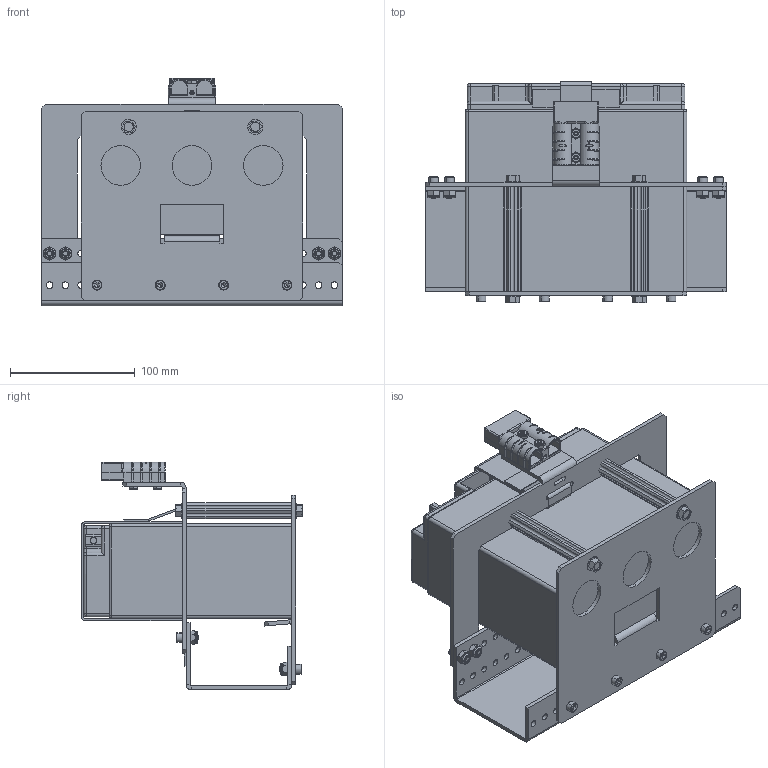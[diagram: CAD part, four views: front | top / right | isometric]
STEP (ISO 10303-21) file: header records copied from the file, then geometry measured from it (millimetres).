
FILE_DESCRIPTION (( 'STEP AP214' ), '1' );
FILE_NAME ('AM14U4 Battery Mount Assembly.step', '2019-01-04T14:21:20', ( '' ), ( '' ), 'SwSTEP 2.0', 'SolidWorks 2018', '' );
FILE_SCHEMA (( 'AUTOMOTIVE_DESIGN' ));
Length unit declared in the file: inch
Products named in the file (14): AM14U3 BR19 Battery C Plate; AM14U3 Battery Strap Clamp; 6-32 x 0750 HHCS_93075A151; 10-32 Nylock Nut; 3.375in Churro; FHTS 0.25-20-0.75_FHTS 0.25-20-G-0.75-C; AM14U3 Battery Floor Plate; Dummy Battery Strap; AM14U4 Battery Mount Assembly; 10-32x0500_shcs_HX-SHCS 0.19-32x1.375x1-C; Anderson SB50; battery; 6-32 Nylock Jam Nut; am-2953 AM14U2 End Sheet Short for Battery Tray thing
Assembly tree (37 placements, depth 2):
  AM14U4 Battery Mount Assembly
    AM14U3 Battery Floor Plate
    3.375in Churro  x2
    battery
    FHTS 0.25-20-0.75_FHTS 0.25-20-G-0.75-C  x4
    10-32x0500_shcs_HX-SHCS 0.19-32x1.375x1-C  x10
    10-32 Nylock Nut  x10
    Anderson SB50
    6-32 Nylock Jam Nut  x2
    6-32 x 0750 HHCS_93075A151  x2
    AM14U3 Battery Strap Clamp
    Dummy Battery Strap
    am-2953 AM14U2 End Sheet Short for Battery Tray thing
    AM14U3 BR19 Battery C Plate
Bounding box: 241.3 x 177.48 x 182.74 mm (x, y, z)
Volume: 2459347.6 mm3; surface area: 344623.3 mm2
Topology: 39 solids, 39 shells, 1527 faces, 3714 edges, 2293 vertices
Faces by surface type: plane 673, cylinder 542, bspline 168, cone 94, torus 50
Entity records: 34245 total; most frequent: CARTESIAN_POINT 12946, ORIENTED_EDGE 4310, DIRECTION 4201, EDGE_CURVE 2155, AXIS2_PLACEMENT_3D 1492, VERTEX_POINT 1367, VECTOR 1217, LINE 1217
